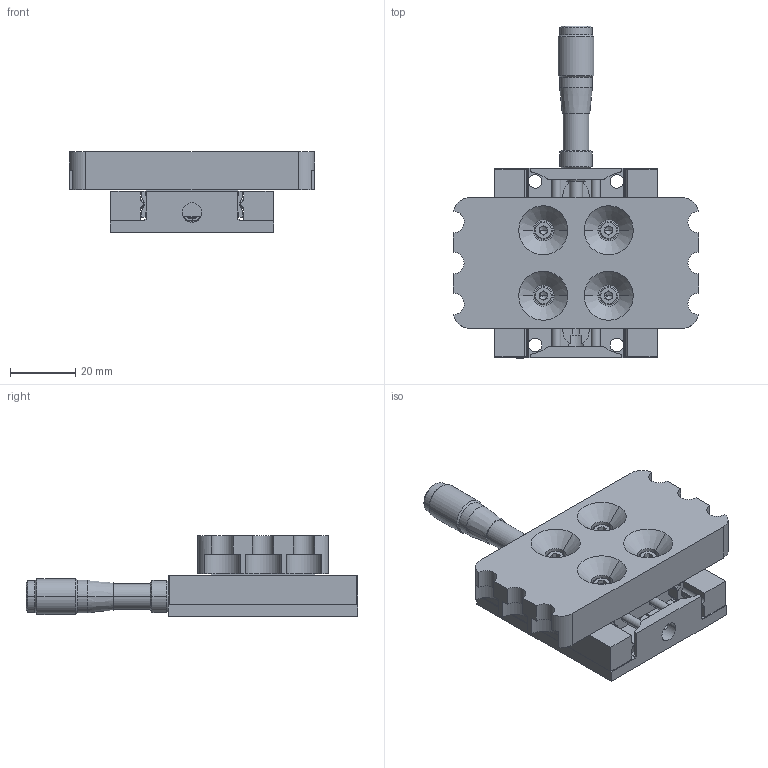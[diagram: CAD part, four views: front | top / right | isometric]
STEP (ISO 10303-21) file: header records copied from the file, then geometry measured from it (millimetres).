
FILE_DESCRIPTION (( 'STEP AP214' ), '1' );
FILE_NAME ('NP-900-010-100_00.STEP', '2024-12-30T11:01:39', ( '' ), ( '' ), 'SwSTEP 2.0', 'SolidWorks 2022', '' );
FILE_SCHEMA (( 'AUTOMOTIVE_DESIGN' ));
Length unit declared in the file: millimetre
Products named in the file (5): NP-900-010-100_00; NP-900-010-110_00; m-umr5.16_-000; socket head cap screw_din_DIN 912 M3 x 10 --- 10N; BM11.16
Assembly tree (7 placements, depth 2):
  NP-900-010-100_00
    NP-900-010-110_00
    m-umr5.16_-000
    BM11.16
    socket head cap screw_din_DIN 912 M3 x 10 --- 10N  x4
Bounding box: 75 x 101.5 x 24.75 mm (x, y, z)
Volume: 62434.4 mm3; surface area: 27444.6 mm2
Topology: 8 solids, 8 shells, 721 faces, 1861 edges, 1158 vertices
Faces by surface type: plane 408, cylinder 214, cone 48, bspline 33, torus 16, sphere 2
Entity records: 21877 total; most frequent: CARTESIAN_POINT 5514, ORIENTED_EDGE 3360, DIRECTION 3327, EDGE_CURVE 1680, AXIS2_PLACEMENT_3D 1117, VECTOR 1093, LINE 1093, VERTEX_POINT 1056
